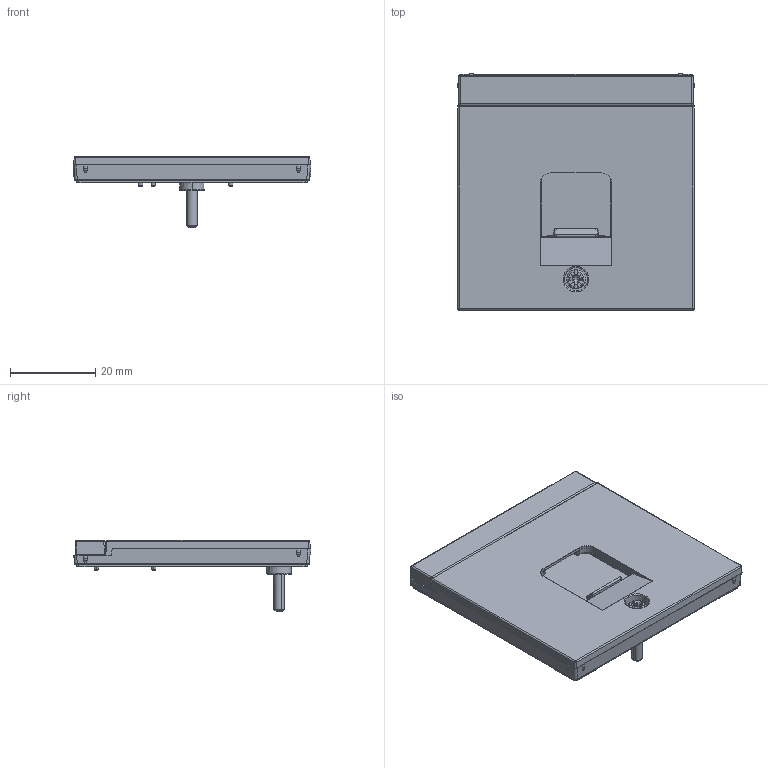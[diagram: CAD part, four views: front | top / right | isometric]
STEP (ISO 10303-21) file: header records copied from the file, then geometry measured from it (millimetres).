
FILE_DESCRIPTION((''),'2;1');
FILE_NAME('WAF1160_GEN_ASM','2025-03-04T09:35:11',('andolfs'),(''),'CREO PARAMETRIC BY PTC INC, 2023154','CREO PARAMETRIC BY PTC INC, 2023154','');
FILE_SCHEMA(('CONFIG_CONTROL_DESIGN','SHAPE_APPEARANCE_LAYERS_GROUPS'));
Products named in the file (8): W4G0127_18; W1A2296_GEN; W1A2362_GEN; W1Z0182_00; 9025094_GEN; 9002559000; 9025125000; WAF1160_GEN_ASM
Assembly tree (7 placements, depth 2):
  WAF1160_GEN_ASM
    W4G0127_18
    W1A2296_GEN
    W1A2362_GEN
    W1Z0182_00
    9025094_GEN
    9002559000
    9025125000
Bounding box: 55.9 x 55.9 x 16.75 mm (x, y, z)
Volume: 8997 mm3; surface area: 12372.4 mm2
Topology: 6 solids, 6 shells, 2054 faces, 5605 edges, 3619 vertices
Faces by surface type: plane 1421, cylinder 334, extrusion 97, bspline 75, cone 46, sphere 41, torus 40
Entity records: 73624 total; most frequent: CARTESIAN_POINT 19975, ORIENTED_EDGE 11190, DIRECTION 9496, EDGE_CURVE 5595, VECTOR 4466, LINE 4369, VERTEX_POINT 3619, AXIS2_PLACEMENT_3D 2515
